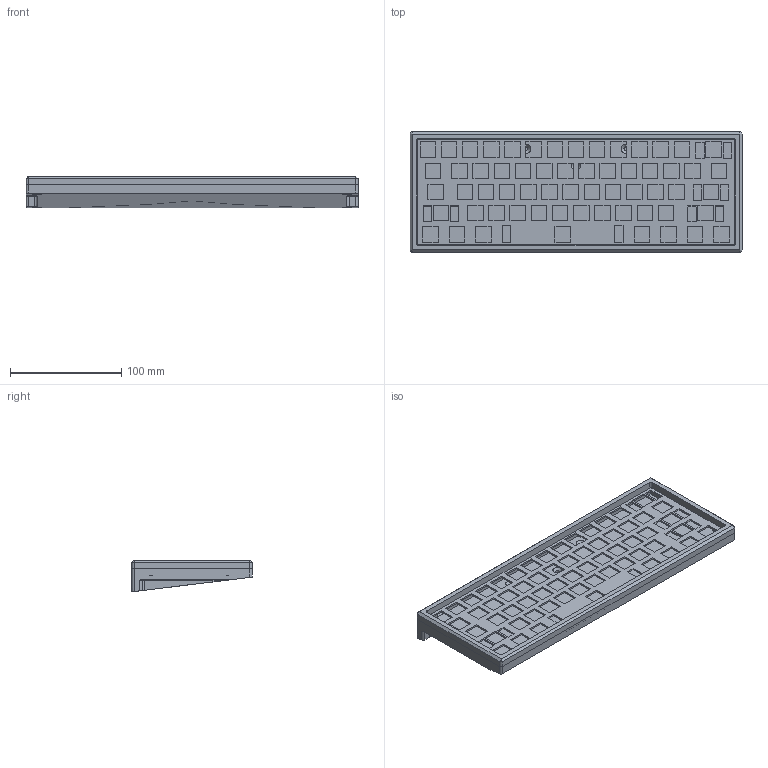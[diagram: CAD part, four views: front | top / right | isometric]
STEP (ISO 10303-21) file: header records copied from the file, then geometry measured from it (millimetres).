
FILE_DESCRIPTION(/* description */ (''),/* implementation_level */ '2;1');
FILE_NAME(/* name */ 'Anatidae60 v12.step',/* time_stamp */ '2022-03-08T22:12:06-05:00',/* author */ (''),/* organization */ (''),/* preprocessor_version */ 'ST-DEVELOPER v18.1',/* originating_system */ 'Autodesk Translation Framework v10.13.0.1454',/* authorisation */ '');
FILE_SCHEMA (('AUTOMOTIVE_DESIGN { 1 0 10303 214 3 1 1 }'));
Length unit declared in the file: millimetre
Products named in the file (1): Anatidae60
Bounding box: 298.7 x 108.2 x 28.47 mm (x, y, z)
Volume: 335009.4 mm3; surface area: 151440.4 mm2
Topology: 4 solids, 4 shells, 435 faces, 1208 edges, 793 vertices
Faces by surface type: plane 366, cylinder 54, cone 7, torus 6, bspline 2
Full cylindrical faces by diameter (mm): 1.623 x4, 2 x4, 3.332 x3, 4 x3, 6 x4, 8 x4
Entity records: 14043 total; most frequent: CARTESIAN_POINT 2459, ORIENTED_EDGE 2408, DIRECTION 2189, EDGE_CURVE 1204, LINE 1083, VECTOR 1083, VERTEX_POINT 793, EDGE_LOOP 611
